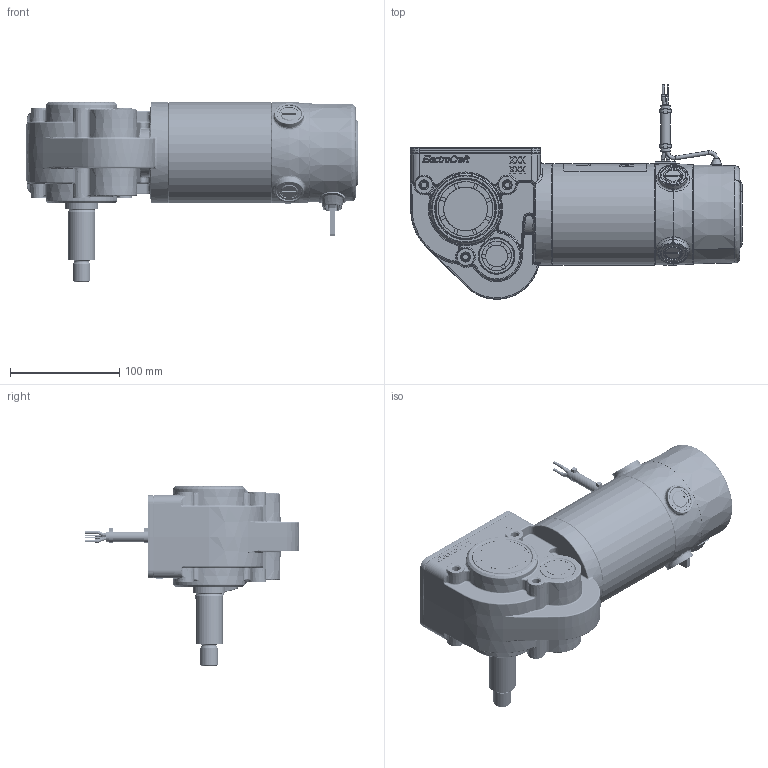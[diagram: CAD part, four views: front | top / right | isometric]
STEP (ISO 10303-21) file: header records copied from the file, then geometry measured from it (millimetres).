
FILE_DESCRIPTION (( 'STEP AP203' ), '1' );
FILE_NAME ('B 83 HT.STEP', '2020-05-13T14:40:17', ( '' ), ( '' ), 'SwSTEP 2.0', 'SolidWorks 2019', '' );
FILE_SCHEMA (( 'CONFIG_CONTROL_DESIGN' ));
Length unit declared in the file: millimetre
Products named in the file (1): B 83 HT
Bounding box: 303.78 x 196.05 x 164.97 mm (x, y, z)
Surface area: 285567.2 mm2 (no closed solid volume)
Topology: 0 solids, 21 shells, 4765 faces, 12301 edges, 7617 vertices
Faces by surface type: plane 1321, cylinder 1222, bspline 1049, torus 536, cone 511, sphere 126
Entity records: 197765 total; most frequent: CARTESIAN_POINT 91111, ORIENTED_EDGE 24280, DIRECTION 19272, EDGE_CURVE 12141, VERTEX_POINT 7617, AXIS2_PLACEMENT_3D 7412, EDGE_LOOP 5011, ADVANCED_FACE 4765
